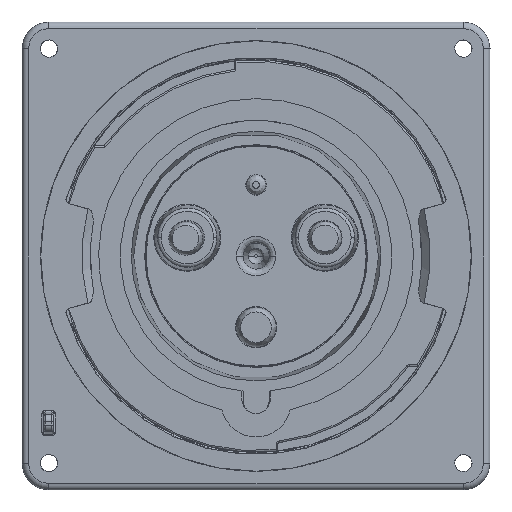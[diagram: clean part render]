
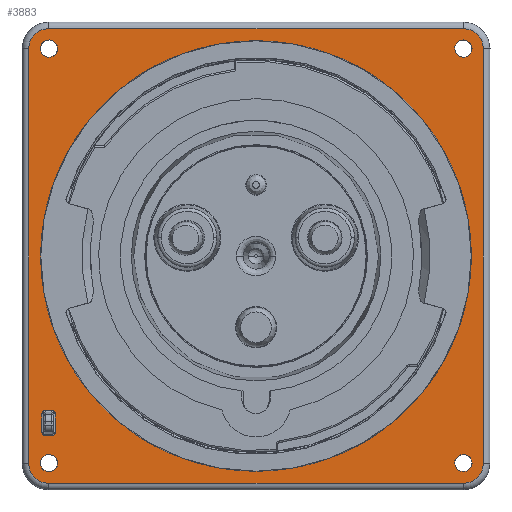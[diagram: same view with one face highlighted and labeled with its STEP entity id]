
A CAD part, front view. The second image highlights one B-rep face of the part: STEP entity #3883.
In plain terms, the highlighted planar face has unit normal (0, -1, 0).
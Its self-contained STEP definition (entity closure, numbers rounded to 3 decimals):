
#425=ELLIPSE('',#35766,1.015,1.);
#426=ELLIPSE('',#35767,1.015,1.);
#427=ELLIPSE('',#35768,1.015,1.);
#428=ELLIPSE('',#35769,1.015,1.);
#1705=FACE_BOUND('',#8871,.T.);
#1706=FACE_BOUND('',#8872,.T.);
#1707=FACE_BOUND('',#8873,.T.);
#1708=FACE_BOUND('',#8874,.T.);
#1709=FACE_BOUND('',#8875,.T.);
#1710=FACE_BOUND('',#8876,.T.);
#1711=FACE_BOUND('',#8877,.T.);
#3883=ADVANCED_FACE('',(#1705,#1706,#1707,#1708,#1709,#1710,#1711),#5853,
 .T.);
#5853=PLANE('',#35770);
#8871=EDGE_LOOP('',(#17848));
#8872=EDGE_LOOP('',(#17849));
#8873=EDGE_LOOP('',(#17850));
#8874=EDGE_LOOP('',(#17851));
#8875=EDGE_LOOP('',(#17852,#17853,#17854,#17855,#17856,#17857,#17858,#17859));
#8876=EDGE_LOOP('',(#17860));
#8877=EDGE_LOOP('',(#17861,#17862,#17863,#17864,#17865,#17866,#17867,#17868));
#11275=LINE('',#49009,#13671);
#11276=LINE('',#49017,#13672);
#11277=LINE('',#49025,#13673);
#11278=LINE('',#49033,#13674);
#11679=LINE('',#50761,#14075);
#11680=LINE('',#50765,#14076);
#11681=LINE('',#50769,#14077);
#11682=LINE('',#50773,#14078);
#13671=VECTOR('',#39276,1.);
#13672=VECTOR('',#39287,1.);
#13673=VECTOR('',#39298,1.);
#13674=VECTOR('',#39309,1.);
#14075=VECTOR('',#40608,1.);
#14076=VECTOR('',#40611,1.);
#14077=VECTOR('',#40614,1.);
#14078=VECTOR('',#40617,1.);
#17848=ORIENTED_EDGE('',*,*,#29896,.T.);
#17849=ORIENTED_EDGE('',*,*,#29897,.T.);
#17850=ORIENTED_EDGE('',*,*,#29898,.T.);
#17851=ORIENTED_EDGE('',*,*,#29899,.T.);
#17852=ORIENTED_EDGE('',*,*,#29326,.T.);
#17853=ORIENTED_EDGE('',*,*,#29340,.F.);
#17854=ORIENTED_EDGE('',*,*,#29338,.T.);
#17855=ORIENTED_EDGE('',*,*,#29336,.F.);
#17856=ORIENTED_EDGE('',*,*,#29334,.T.);
#17857=ORIENTED_EDGE('',*,*,#29332,.F.);
#17858=ORIENTED_EDGE('',*,*,#29330,.T.);
#17859=ORIENTED_EDGE('',*,*,#29328,.F.);
#17860=ORIENTED_EDGE('',*,*,#29355,.T.);
#17861=ORIENTED_EDGE('',*,*,#29900,.F.);
#17862=ORIENTED_EDGE('',*,*,#29901,.F.);
#17863=ORIENTED_EDGE('',*,*,#29902,.T.);
#17864=ORIENTED_EDGE('',*,*,#29903,.F.);
#17865=ORIENTED_EDGE('',*,*,#29904,.T.);
#17866=ORIENTED_EDGE('',*,*,#29905,.T.);
#17867=ORIENTED_EDGE('',*,*,#29906,.F.);
#17868=ORIENTED_EDGE('',*,*,#29907,.F.);
#26002=VERTEX_POINT('',#49008);
#26003=VERTEX_POINT('',#49010);
#26004=VERTEX_POINT('',#49014);
#26005=VERTEX_POINT('',#49018);
#26006=VERTEX_POINT('',#49022);
#26007=VERTEX_POINT('',#49026);
#26008=VERTEX_POINT('',#49030);
#26009=VERTEX_POINT('',#49034);
#26024=VERTEX_POINT('',#49078);
#26297=VERTEX_POINT('',#50751);
#26298=VERTEX_POINT('',#50753);
#26299=VERTEX_POINT('',#50755);
#26300=VERTEX_POINT('',#50757);
#26301=VERTEX_POINT('',#50759);
#26302=VERTEX_POINT('',#50760);
#26303=VERTEX_POINT('',#50762);
#26304=VERTEX_POINT('',#50764);
#26305=VERTEX_POINT('',#50766);
#26306=VERTEX_POINT('',#50768);
#26307=VERTEX_POINT('',#50770);
#26308=VERTEX_POINT('',#50772);
#29326=EDGE_CURVE('',#26003,#26002,#11275,.T.);
#29328=EDGE_CURVE('',#26003,#26004,#33815,.T.);
#29330=EDGE_CURVE('',#26005,#26004,#11276,.T.);
#29332=EDGE_CURVE('',#26005,#26006,#33818,.T.);
#29334=EDGE_CURVE('',#26007,#26006,#11277,.T.);
#29336=EDGE_CURVE('',#26007,#26008,#33821,.T.);
#29338=EDGE_CURVE('',#26009,#26008,#11278,.T.);
#29340=EDGE_CURVE('',#26009,#26002,#33824,.T.);
#29355=EDGE_CURVE('',#26024,#26024,#33839,.T.);
#29896=EDGE_CURVE('',#26297,#26297,#33940,.T.);
#29897=EDGE_CURVE('',#26298,#26298,#33941,.T.);
#29898=EDGE_CURVE('',#26299,#26299,#33942,.T.);
#29899=EDGE_CURVE('',#26300,#26300,#33943,.T.);
#29900=EDGE_CURVE('',#26301,#26302,#425,.T.);
#29901=EDGE_CURVE('',#26303,#26301,#11679,.T.);
#29902=EDGE_CURVE('',#26303,#26304,#426,.T.);
#29903=EDGE_CURVE('',#26305,#26304,#11680,.T.);
#29904=EDGE_CURVE('',#26305,#26306,#427,.T.);
#29905=EDGE_CURVE('',#26306,#26307,#11681,.T.);
#29906=EDGE_CURVE('',#26308,#26307,#428,.T.);
#29907=EDGE_CURVE('',#26302,#26308,#11682,.T.);
#33815=CIRCLE('',#35305,6.);
#33818=CIRCLE('',#35310,6.);
#33821=CIRCLE('',#35315,6.);
#33824=CIRCLE('',#35320,6.);
#33839=CIRCLE('',#35346,58.65);
#33940=CIRCLE('',#35762,2.582);
#33941=CIRCLE('',#35763,2.582);
#33942=CIRCLE('',#35764,2.582);
#33943=CIRCLE('',#35765,2.582);
#35305=AXIS2_PLACEMENT_3D('',#49013,#39281,#39282);
#35310=AXIS2_PLACEMENT_3D('',#49021,#39292,#39293);
#35315=AXIS2_PLACEMENT_3D('',#49029,#39303,#39304);
#35320=AXIS2_PLACEMENT_3D('',#49037,#39314,#39315);
#35346=AXIS2_PLACEMENT_3D('',#49077,#39366,#39367);
#35762=AXIS2_PLACEMENT_3D('',#50750,#40598,#40599);
#35763=AXIS2_PLACEMENT_3D('',#50752,#40600,#40601);
#35764=AXIS2_PLACEMENT_3D('',#50754,#40602,#40603);
#35765=AXIS2_PLACEMENT_3D('',#50756,#40604,#40605);
#35766=AXIS2_PLACEMENT_3D('',#50758,#40606,#40607);
#35767=AXIS2_PLACEMENT_3D('',#50763,#40609,#40610);
#35768=AXIS2_PLACEMENT_3D('',#50767,#40612,#40613);
#35769=AXIS2_PLACEMENT_3D('',#50771,#40615,#40616);
#35770=AXIS2_PLACEMENT_3D('',#50774,#40618,#40619);
#39276=DIRECTION('',(1.,0.,0.));
#39281=DIRECTION('',(0.,1.,0.));
#39282=DIRECTION('',(0.,0.,-1.));
#39287=DIRECTION('',(0.,0.,-1.));
#39292=DIRECTION('',(0.,1.,0.));
#39293=DIRECTION('',(0.,0.,-1.));
#39298=DIRECTION('',(-1.,0.,0.));
#39303=DIRECTION('',(0.,1.,0.));
#39304=DIRECTION('',(0.,0.,-1.));
#39309=DIRECTION('',(0.,0.,1.));
#39314=DIRECTION('',(0.,1.,0.));
#39315=DIRECTION('',(0.,0.,-1.));
#39366=DIRECTION('',(0.,1.,0.));
#39367=DIRECTION('',(0.,0.,-1.));
#40598=DIRECTION('',(0.,1.,0.));
#40599=DIRECTION('',(0.,0.,-1.));
#40600=DIRECTION('',(0.,1.,0.));
#40601=DIRECTION('',(0.,0.,-1.));
#40602=DIRECTION('',(0.,1.,0.));
#40603=DIRECTION('',(0.,0.,-1.));
#40604=DIRECTION('',(0.,1.,0.));
#40605=DIRECTION('',(0.,0.,-1.));
#40606=DIRECTION('',(0.,-1.,0.));
#40607=DIRECTION('',(-0.049,0.,0.999));
#40608=DIRECTION('',(1.,0.,0.));
#40609=DIRECTION('',(0.,1.,0.));
#40610=DIRECTION('',(0.049,0.,0.999));
#40611=DIRECTION('',(0.,0.,-1.));
#40612=DIRECTION('',(0.,1.,0.));
#40613=DIRECTION('',(-0.049,0.,0.999));
#40614=DIRECTION('',(1.,0.,0.));
#40615=DIRECTION('',(0.,-1.,0.));
#40616=DIRECTION('',(0.049,0.,0.999));
#40617=DIRECTION('',(0.,0.,1.));
#40618=DIRECTION('',(0.,-1.,0.));
#40619=DIRECTION('',(0.,0.,-1.));
#49008=CARTESIAN_POINT('',(61.828,-135.765,-67.828));
#49009=CARTESIAN_POINT('',(-61.872,-135.765,-67.828));
#49010=CARTESIAN_POINT('',(-61.872,-135.765,-67.828));
#49013=CARTESIAN_POINT('',(-61.872,-135.765,-61.828));
#49014=CARTESIAN_POINT('',(-67.872,-135.765,-61.828));
#49017=CARTESIAN_POINT('',(-67.872,-135.765,61.872));
#49018=CARTESIAN_POINT('',(-67.872,-135.765,61.872));
#49021=CARTESIAN_POINT('',(-61.872,-135.765,61.872));
#49022=CARTESIAN_POINT('',(-61.872,-135.765,67.872));
#49025=CARTESIAN_POINT('',(61.828,-135.765,67.872));
#49026=CARTESIAN_POINT('',(61.828,-135.765,67.872));
#49029=CARTESIAN_POINT('',(61.828,-135.765,61.872));
#49030=CARTESIAN_POINT('',(67.828,-135.765,61.872));
#49033=CARTESIAN_POINT('',(67.828,-135.765,-61.828));
#49034=CARTESIAN_POINT('',(67.828,-135.765,-61.828));
#49037=CARTESIAN_POINT('',(61.828,-135.765,-61.828));
#49077=CARTESIAN_POINT('',(-0.022,-135.765,0.022));
#49078=CARTESIAN_POINT('',(-0.022,-135.765,-58.628));
#50750=CARTESIAN_POINT('',(-61.822,-135.765,-61.778));
#50751=CARTESIAN_POINT('',(-61.822,-135.765,-64.36));
#50752=CARTESIAN_POINT('',(61.878,-135.765,-61.778));
#50753=CARTESIAN_POINT('',(61.878,-135.765,-64.36));
#50754=CARTESIAN_POINT('',(-61.822,-135.765,61.922));
#50755=CARTESIAN_POINT('',(-61.822,-135.765,59.34));
#50756=CARTESIAN_POINT('',(61.878,-135.765,61.922));
#50757=CARTESIAN_POINT('',(61.878,-135.765,59.34));
#50758=CARTESIAN_POINT('',(-60.932,-135.765,-52.643));
#50759=CARTESIAN_POINT('',(-60.931,-135.765,-53.659));
#50760=CARTESIAN_POINT('',(-59.932,-135.765,-52.645));
#50761=CARTESIAN_POINT('',(-67.882,-135.765,-53.659));
#50762=CARTESIAN_POINT('',(-62.914,-135.765,-53.659));
#50763=CARTESIAN_POINT('',(-62.912,-135.765,-52.643));
#50764=CARTESIAN_POINT('',(-63.912,-135.765,-52.645));
#50765=CARTESIAN_POINT('',(-63.912,-135.765,-47.11));
#50766=CARTESIAN_POINT('',(-63.912,-135.765,-47.11));
#50767=CARTESIAN_POINT('',(-62.912,-135.765,-47.112));
#50768=CARTESIAN_POINT('',(-62.914,-135.765,-46.096));
#50769=CARTESIAN_POINT('',(-60.921,-135.765,-46.096));
#50770=CARTESIAN_POINT('',(-60.931,-135.765,-46.096));
#50771=CARTESIAN_POINT('',(-60.932,-135.765,-47.112));
#50772=CARTESIAN_POINT('',(-59.932,-135.765,-47.11));
#50773=CARTESIAN_POINT('',(-59.932,-135.765,-52.645));
#50774=CARTESIAN_POINT('',(-67.882,-135.765,67.882));
